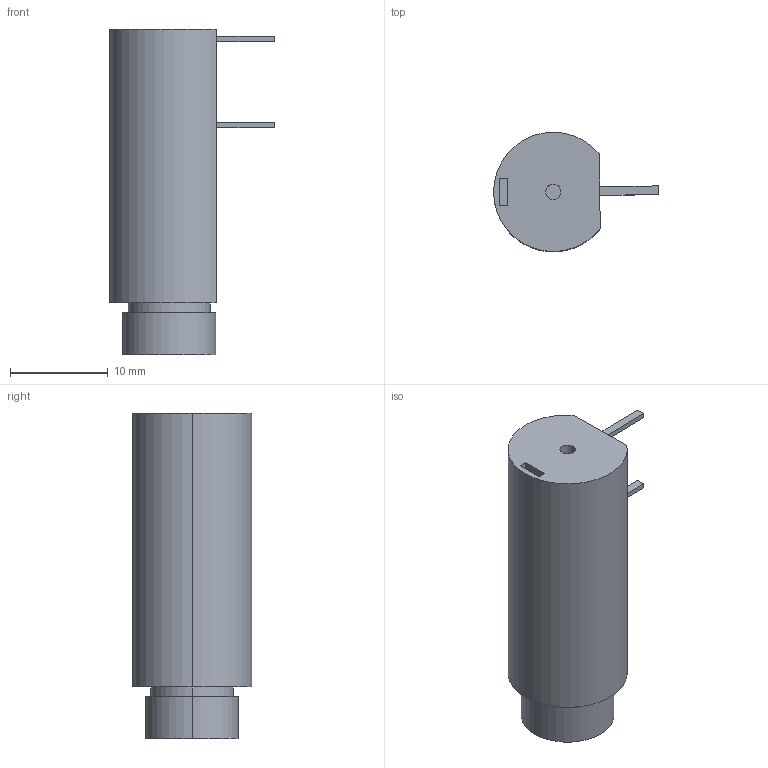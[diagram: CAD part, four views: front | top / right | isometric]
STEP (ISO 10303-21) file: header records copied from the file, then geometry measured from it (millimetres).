
FILE_DESCRIPTION (( 'STEP AP214' ), '1' );
FILE_NAME ('fusivel_rosca.STEP', '2019-12-11T20:14:10', ( '' ), ( '' ), 'SwSTEP 2.0', 'SolidWorks 2018', '' );
FILE_SCHEMA (( 'AUTOMOTIVE_DESIGN' ));
Length unit declared in the file: millimetre
Products named in the file (1): fusivel_rosca
Bounding box: 16.86 x 12.18 x 33.3 mm (x, y, z)
Volume: 3421.3 mm3; surface area: 1541.2 mm2
Topology: 1 solids, 1 shells, 34 faces, 75 edges, 50 vertices
Faces by surface type: plane 26, cylinder 8
Entity records: 1079 total; most frequent: DIRECTION 161, CARTESIAN_POINT 160, ORIENTED_EDGE 150, EDGE_CURVE 75, VECTOR 59, LINE 59, AXIS2_PLACEMENT_3D 51, VERTEX_POINT 50
